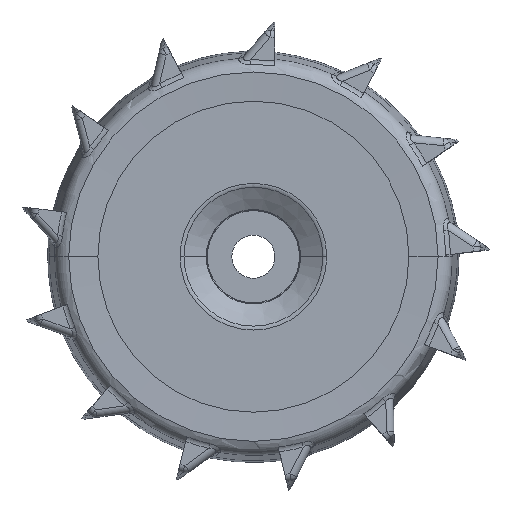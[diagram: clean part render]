
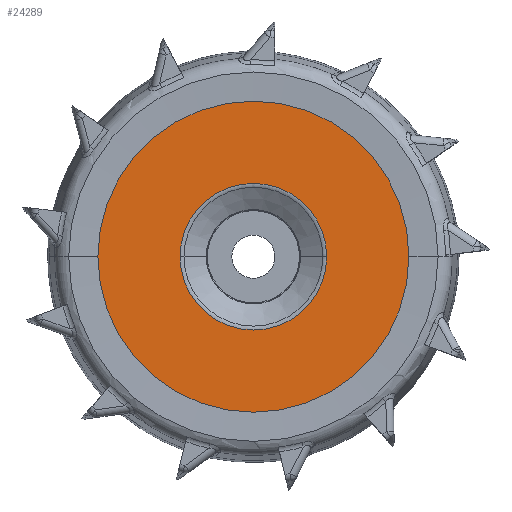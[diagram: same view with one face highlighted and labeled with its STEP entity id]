
A CAD part, top view. The second image highlights one B-rep face of the part: STEP entity #24289.
In plain terms, the highlighted planar face has unit normal (0, 0, 1).
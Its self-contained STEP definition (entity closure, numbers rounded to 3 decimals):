
#119 = CARTESIAN_POINT ( 'NONE',  ( -41.5, 0., 20.5 ) ) ;
#1046 = DIRECTION ( 'NONE',  ( 1., 0., 0. ) ) ;
#1518 = AXIS2_PLACEMENT_3D ( 'NONE', #17153, #37943, #8374 ) ;
#1530 = DIRECTION ( 'NONE',  ( 1., 0., 0. ) ) ;
#2384 = CIRCLE ( 'NONE', #4952, 19.566 ) ;
#2386 = CARTESIAN_POINT ( 'NONE',  ( 0., 0., 20.5 ) ) ;
#2785 = CIRCLE ( 'NONE', #1518, 19.566 ) ;
#3029 = AXIS2_PLACEMENT_3D ( 'NONE', #29682, #8293, #1530 ) ;
#4688 = VERTEX_POINT ( 'NONE', #119 ) ;
#4952 = AXIS2_PLACEMENT_3D ( 'NONE', #2386, #17354, #13759 ) ;
#5190 = CARTESIAN_POINT ( 'NONE',  ( 41.5, 0., 20.5 ) ) ;
#5911 = ORIENTED_EDGE ( 'NONE', *, *, #37000, .T. ) ;
#8293 = DIRECTION ( 'NONE',  ( 0., 0., 1. ) ) ;
#8295 = FACE_OUTER_BOUND ( 'NONE', #34235, .T. ) ;
#8374 = DIRECTION ( 'NONE',  ( 1., 0., 0. ) ) ;
#11627 = AXIS2_PLACEMENT_3D ( 'NONE', #34920, #13170, #1046 ) ;
#11922 = CIRCLE ( 'NONE', #3029, 41.5 ) ;
#12934 = EDGE_LOOP ( 'NONE', ( #16430, #5911 ) ) ;
#13170 = DIRECTION ( 'NONE',  ( 0., 0., 1. ) ) ;
#13759 = DIRECTION ( 'NONE',  ( 1., 0., 0. ) ) ;
#14669 = FACE_BOUND ( 'NONE', #12934, .T. ) ;
#15524 = EDGE_CURVE ( 'NONE', #20261, #34931, #2384, .T. ) ;
#16430 = ORIENTED_EDGE ( 'NONE', *, *, #15524, .T. ) ;
#16720 = VERTEX_POINT ( 'NONE', #5190 ) ;
#16961 = EDGE_CURVE ( 'NONE', #16720, #4688, #11922, .T. ) ;
#17153 = CARTESIAN_POINT ( 'NONE',  ( 0., 0., 20.5 ) ) ;
#17354 = DIRECTION ( 'NONE',  ( 0., 0., -1. ) ) ;
#18995 = AXIS2_PLACEMENT_3D ( 'NONE', #20259, #38641, #30048 ) ;
#19576 = CARTESIAN_POINT ( 'NONE',  ( 19.566, 0., 20.5 ) ) ;
#20259 = CARTESIAN_POINT ( 'NONE',  ( 0., 0., 20.5 ) ) ;
#20261 = VERTEX_POINT ( 'NONE', #19576 ) ;
#20965 = EDGE_CURVE ( 'NONE', #4688, #16720, #23734, .T. ) ;
#22391 = ORIENTED_EDGE ( 'NONE', *, *, #20965, .T. ) ;
#23734 = CIRCLE ( 'NONE', #11627, 41.5 ) ;
#24289 = ADVANCED_FACE ( 'NONE', ( #14669, #8295 ), #29476, .T. ) ;
#29476 = PLANE ( 'NONE',  #18995 ) ;
#29498 = ORIENTED_EDGE ( 'NONE', *, *, #16961, .T. ) ;
#29682 = CARTESIAN_POINT ( 'NONE',  ( 0., 0., 20.5 ) ) ;
#30048 = DIRECTION ( 'NONE',  ( 1., 0., 0. ) ) ;
#34235 = EDGE_LOOP ( 'NONE', ( #29498, #22391 ) ) ;
#34920 = CARTESIAN_POINT ( 'NONE',  ( 0., 0., 20.5 ) ) ;
#34931 = VERTEX_POINT ( 'NONE', #36991 ) ;
#36991 = CARTESIAN_POINT ( 'NONE',  ( -19.566, 0., 20.5 ) ) ;
#37000 = EDGE_CURVE ( 'NONE', #34931, #20261, #2785, .T. ) ;
#37943 = DIRECTION ( 'NONE',  ( 0., 0., -1. ) ) ;
#38641 = DIRECTION ( 'NONE',  ( 0., 0., 1. ) ) ;
